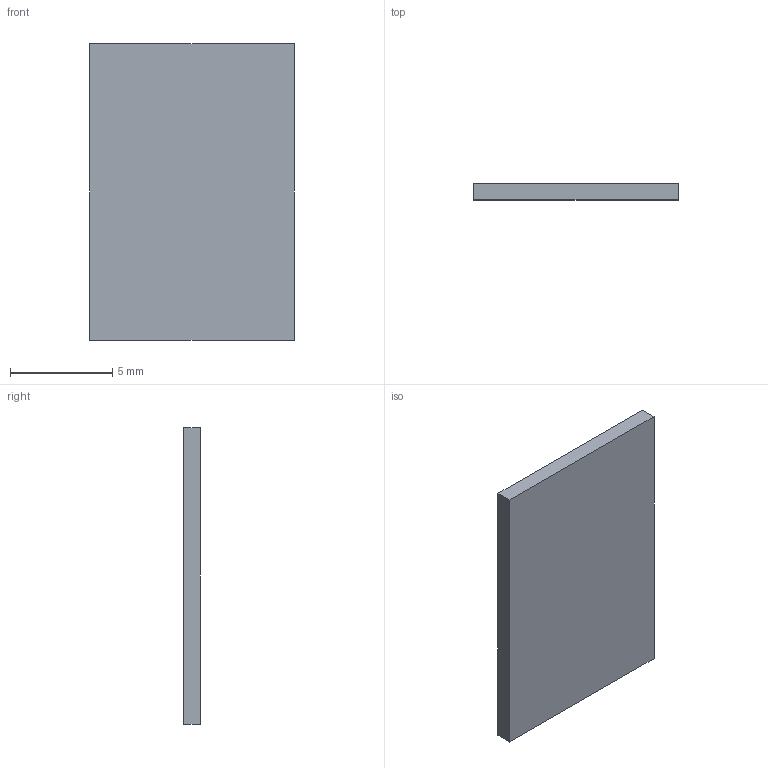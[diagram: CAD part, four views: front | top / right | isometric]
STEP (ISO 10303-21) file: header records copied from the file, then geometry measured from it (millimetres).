
FILE_DESCRIPTION(/* description */ (''),/* implementation_level */ '2;1');
FILE_NAME(/* name */ '91D77 D9WHV 778K_ 4 GB LPDDR4 SDRAM_ RPi4ModelB_ipt_8b8fe330.STEP',/* time_stamp */ '2024-05-28T14:29:16+01:00',/* author */ ('rlndo'),/* organization */ (''),/* preprocessor_version */ 'ST-DEVELOPER v16.13',/* originating_system */ 'Autodesk Inventor 2018',/* authorisation */ '');
FILE_SCHEMA (('AUTOMOTIVE_DESIGN { 1 0 10303 214 3 1 1 }'));
Length unit declared in the file: millimetre
Products named in the file (1): 91D77 D9WHV 778K, 4 GB LPDDR4 SDRAM, RPi4ModelB
Bounding box: 10 x 0.8 x 14.5 mm (x, y, z)
Volume: 116 mm3; surface area: 330 mm2
Topology: 1 solids, 1 shells, 180 faces, 474 edges, 316 vertices
Faces by surface type: plane 117, bspline 63
Entity records: 9292 total; most frequent: CARTESIAN_POINT 5026, ORIENTED_EDGE 948, DIRECTION 584, EDGE_CURVE 474, LINE 348, VECTOR 348, VERTEX_POINT 316, EDGE_LOOP 200
